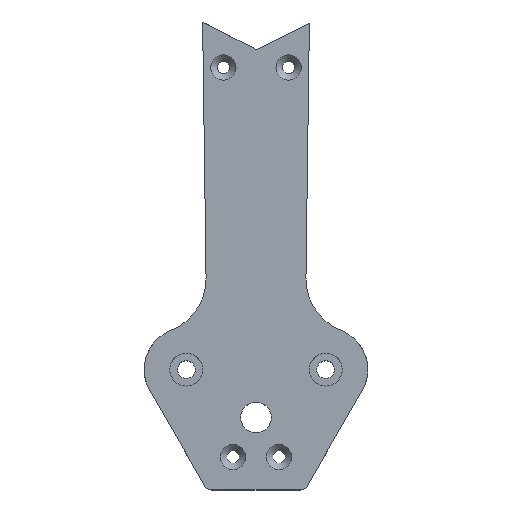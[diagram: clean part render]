
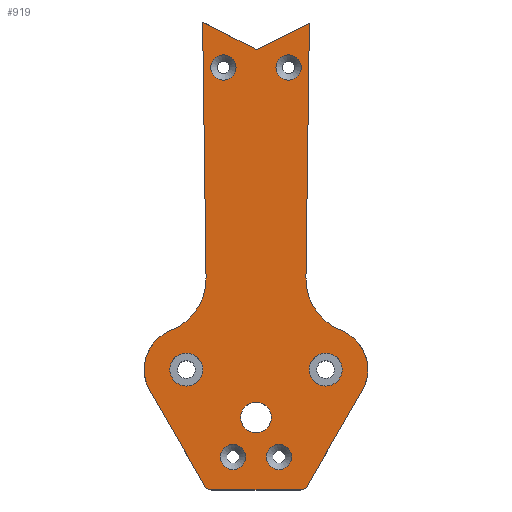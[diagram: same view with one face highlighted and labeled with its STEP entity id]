
A CAD part, top view. The second image highlights one B-rep face of the part: STEP entity #919.
In plain terms, the highlighted planar face has unit normal (0, 0, 1).
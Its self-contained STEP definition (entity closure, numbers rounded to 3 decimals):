
#56=FACE_BOUND('',#163,.T.);
#57=FACE_BOUND('',#164,.T.);
#58=FACE_BOUND('',#165,.T.);
#59=FACE_BOUND('',#166,.T.);
#60=FACE_BOUND('',#167,.T.);
#61=FACE_BOUND('',#168,.T.);
#62=FACE_BOUND('',#169,.T.);
#103=FACE_OUTER_BOUND('',#162,.T.);
#162=EDGE_LOOP('',(#773,#774,#775,#776,#777,#778,#779,#780,#781,#782,#783,
#784,#785,#786));
#163=EDGE_LOOP('',(#787));
#164=EDGE_LOOP('',(#788));
#165=EDGE_LOOP('',(#789));
#166=EDGE_LOOP('',(#790));
#167=EDGE_LOOP('',(#791));
#168=EDGE_LOOP('',(#792));
#169=EDGE_LOOP('',(#793));
#200=LINE('',#1401,#272);
#206=LINE('',#1433,#278);
#212=LINE('',#1443,#284);
#216=LINE('',#1457,#288);
#247=LINE('',#1576,#319);
#248=LINE('',#1578,#320);
#249=LINE('',#1579,#321);
#272=VECTOR('',#1098,1000.);
#278=VECTOR('',#1134,1000.);
#284=VECTOR('',#1142,1000.);
#288=VECTOR('',#1158,1000.);
#319=VECTOR('',#1285,1000.);
#320=VECTOR('',#1286,1000.);
#321=VECTOR('',#1287,1000.);
#343=CIRCLE('',#961,14.5);
#344=CIRCLE('',#964,4.3);
#347=CIRCLE('',#969,4.3);
#352=CIRCLE('',#980,2.);
#353=CIRCLE('',#986,2.);
#359=CIRCLE('',#995,3.3);
#361=CIRCLE('',#999,3.3);
#363=CIRCLE('',#1003,3.3);
#365=CIRCLE('',#1007,3.3);
#374=CIRCLE('',#1029,14.5);
#375=CIRCLE('',#1030,11.);
#376=CIRCLE('',#1031,11.);
#377=CIRCLE('',#1032,11.);
#378=CIRCLE('',#1033,4.);
#403=VERTEX_POINT('',#1382);
#404=VERTEX_POINT('',#1383);
#408=VERTEX_POINT('',#1399);
#409=VERTEX_POINT('',#1403);
#412=VERTEX_POINT('',#1412);
#417=VERTEX_POINT('',#1429);
#419=VERTEX_POINT('',#1432);
#421=VERTEX_POINT('',#1438);
#422=VERTEX_POINT('',#1441);
#423=VERTEX_POINT('',#1445);
#426=VERTEX_POINT('',#1455);
#437=VERTEX_POINT('',#1484);
#439=VERTEX_POINT('',#1492);
#441=VERTEX_POINT('',#1500);
#443=VERTEX_POINT('',#1508);
#457=VERTEX_POINT('',#1568);
#458=VERTEX_POINT('',#1569);
#459=VERTEX_POINT('',#1571);
#460=VERTEX_POINT('',#1575);
#461=VERTEX_POINT('',#1577);
#462=VERTEX_POINT('',#1580);
#487=EDGE_CURVE('',#403,#404,#343,.T.);
#494=EDGE_CURVE('',#403,#408,#200,.T.);
#495=EDGE_CURVE('',#409,#409,#344,.T.);
#499=EDGE_CURVE('',#412,#412,#347,.T.);
#508=EDGE_CURVE('',#419,#417,#206,.T.);
#514=EDGE_CURVE('',#421,#422,#212,.T.);
#515=EDGE_CURVE('',#421,#423,#352,.T.);
#521=EDGE_CURVE('',#423,#426,#216,.T.);
#522=EDGE_CURVE('',#426,#417,#353,.T.);
#535=EDGE_CURVE('',#437,#437,#359,.T.);
#539=EDGE_CURVE('',#439,#439,#361,.T.);
#543=EDGE_CURVE('',#441,#441,#363,.T.);
#547=EDGE_CURVE('',#443,#443,#365,.T.);
#574=EDGE_CURVE('',#457,#458,#374,.T.);
#575=EDGE_CURVE('',#457,#459,#375,.T.);
#576=EDGE_CURVE('',#459,#419,#376,.T.);
#577=EDGE_CURVE('',#422,#404,#377,.T.);
#578=EDGE_CURVE('',#408,#460,#247,.T.);
#579=EDGE_CURVE('',#460,#461,#248,.T.);
#580=EDGE_CURVE('',#461,#458,#249,.T.);
#581=EDGE_CURVE('',#462,#462,#378,.T.);
#773=ORIENTED_EDGE('',*,*,#574,.F.);
#774=ORIENTED_EDGE('',*,*,#575,.T.);
#775=ORIENTED_EDGE('',*,*,#576,.T.);
#776=ORIENTED_EDGE('',*,*,#508,.T.);
#777=ORIENTED_EDGE('',*,*,#522,.F.);
#778=ORIENTED_EDGE('',*,*,#521,.F.);
#779=ORIENTED_EDGE('',*,*,#515,.F.);
#780=ORIENTED_EDGE('',*,*,#514,.T.);
#781=ORIENTED_EDGE('',*,*,#577,.T.);
#782=ORIENTED_EDGE('',*,*,#487,.F.);
#783=ORIENTED_EDGE('',*,*,#494,.T.);
#784=ORIENTED_EDGE('',*,*,#578,.T.);
#785=ORIENTED_EDGE('',*,*,#579,.T.);
#786=ORIENTED_EDGE('',*,*,#580,.T.);
#787=ORIENTED_EDGE('',*,*,#539,.F.);
#788=ORIENTED_EDGE('',*,*,#535,.F.);
#789=ORIENTED_EDGE('',*,*,#495,.T.);
#790=ORIENTED_EDGE('',*,*,#499,.T.);
#791=ORIENTED_EDGE('',*,*,#543,.F.);
#792=ORIENTED_EDGE('',*,*,#547,.F.);
#793=ORIENTED_EDGE('',*,*,#581,.T.);
#875=PLANE('',#1028);
#919=ADVANCED_FACE('',(#103,#56,#57,#58,#59,#60,#61,#62),#875,.T.);
#961=AXIS2_PLACEMENT_3D('',#1384,#1089,#1090);
#964=AXIS2_PLACEMENT_3D('',#1404,#1101,#1102);
#969=AXIS2_PLACEMENT_3D('',#1413,#1112,#1113);
#980=AXIS2_PLACEMENT_3D('',#1446,#1145,#1146);
#986=AXIS2_PLACEMENT_3D('',#1459,#1161,#1162);
#995=AXIS2_PLACEMENT_3D('',#1486,#1186,#1187);
#999=AXIS2_PLACEMENT_3D('',#1494,#1196,#1197);
#1003=AXIS2_PLACEMENT_3D('',#1502,#1206,#1207);
#1007=AXIS2_PLACEMENT_3D('',#1510,#1216,#1217);
#1028=AXIS2_PLACEMENT_3D('',#1567,#1275,#1276);
#1029=AXIS2_PLACEMENT_3D('',#1570,#1277,#1278);
#1030=AXIS2_PLACEMENT_3D('',#1572,#1279,#1280);
#1031=AXIS2_PLACEMENT_3D('',#1573,#1281,#1282);
#1032=AXIS2_PLACEMENT_3D('',#1574,#1283,#1284);
#1033=AXIS2_PLACEMENT_3D('',#1581,#1288,#1289);
#1089=DIRECTION('center_axis',(0.,0.,1.));
#1090=DIRECTION('ref_axis',(-0.83,-0.557,0.));
#1098=DIRECTION('',(0.013,1.,0.));
#1101=DIRECTION('center_axis',(0.,0.,-1.));
#1102=DIRECTION('ref_axis',(1.,0.,0.));
#1112=DIRECTION('center_axis',(0.,0.,-1.));
#1113=DIRECTION('ref_axis',(1.,0.,0.));
#1134=DIRECTION('',(0.5,-0.866,0.));
#1142=DIRECTION('',(0.5,0.866,0.));
#1145=DIRECTION('center_axis',(0.,0.,-1.));
#1146=DIRECTION('ref_axis',(0.5,-0.866,0.));
#1158=DIRECTION('',(-1.,0.,0.));
#1161=DIRECTION('center_axis',(0.,0.,-1.));
#1162=DIRECTION('ref_axis',(-0.5,-0.866,0.));
#1186=DIRECTION('center_axis',(0.,0.,1.));
#1187=DIRECTION('ref_axis',(-1.,0.,0.));
#1196=DIRECTION('center_axis',(0.,0.,1.));
#1197=DIRECTION('ref_axis',(-1.,0.,0.));
#1206=DIRECTION('center_axis',(0.,0.,1.));
#1207=DIRECTION('ref_axis',(-1.,0.,0.));
#1216=DIRECTION('center_axis',(0.,0.,1.));
#1217=DIRECTION('ref_axis',(-1.,0.,0.));
#1275=DIRECTION('center_axis',(0.,0.,1.));
#1276=DIRECTION('ref_axis',(-1.,0.,0.));
#1277=DIRECTION('center_axis',(0.,0.,1.));
#1278=DIRECTION('ref_axis',(0.83,-0.557,0.));
#1279=DIRECTION('center_axis',(0.,0.,1.));
#1280=DIRECTION('ref_axis',(1.,0.,0.));
#1281=DIRECTION('center_axis',(0.,0.,1.));
#1282=DIRECTION('ref_axis',(1.,0.,0.));
#1283=DIRECTION('center_axis',(0.,0.,1.));
#1284=DIRECTION('ref_axis',(1.,0.,0.));
#1285=DIRECTION('',(-0.898,-0.441,0.));
#1286=DIRECTION('',(-0.889,0.457,0.));
#1287=DIRECTION('',(0.013,-1.,0.));
#1288=DIRECTION('center_axis',(0.,0.,-1.));
#1289=DIRECTION('ref_axis',(-1.,0.,0.));
#1382=CARTESIAN_POINT('',(17.573,75.116,23.));
#1383=CARTESIAN_POINT('',(26.75,61.433,23.));
#1384=CARTESIAN_POINT('Origin',(32.072,74.921,23.));
#1399=CARTESIAN_POINT('',(18.464,141.487,23.));
#1401=CARTESIAN_POINT('',(19.545,222.05,23.));
#1403=CARTESIAN_POINT('',(18.413,51.201,23.));
#1404=CARTESIAN_POINT('Origin',(22.713,51.201,23.));
#1412=CARTESIAN_POINT('',(-17.923,51.201,23.));
#1413=CARTESIAN_POINT('Origin',(-13.623,51.201,23.));
#1429=CARTESIAN_POINT('',(-8.759,20.799,23.));
#1432=CARTESIAN_POINT('',(-23.147,45.697,23.));
#1433=CARTESIAN_POINT('',(-7.95,19.4,23.));
#1438=CARTESIAN_POINT('',(17.849,20.799,23.));
#1441=CARTESIAN_POINT('',(32.237,45.697,23.));
#1443=CARTESIAN_POINT('',(17.04,19.4,23.));
#1445=CARTESIAN_POINT('',(16.117,19.8,23.));
#1446=CARTESIAN_POINT('Origin',(16.117,21.8,23.));
#1455=CARTESIAN_POINT('',(-7.027,19.8,23.));
#1457=CARTESIAN_POINT('',(-1.703,19.8,23.));
#1459=CARTESIAN_POINT('Origin',(-7.027,21.8,23.));
#1484=CARTESIAN_POINT('',(-0.655,130.,23.));
#1486=CARTESIAN_POINT('Origin',(-3.955,130.,23.));
#1492=CARTESIAN_POINT('',(16.345,130.,23.));
#1494=CARTESIAN_POINT('Origin',(13.045,130.,23.));
#1500=CARTESIAN_POINT('',(1.845,28.4,23.));
#1502=CARTESIAN_POINT('Origin',(-1.455,28.4,23.));
#1508=CARTESIAN_POINT('',(13.845,28.4,23.));
#1510=CARTESIAN_POINT('Origin',(10.545,28.4,23.));
#1567=CARTESIAN_POINT('Origin',(4.545,138.,23.));
#1568=CARTESIAN_POINT('',(-17.66,61.433,23.));
#1569=CARTESIAN_POINT('',(-8.483,75.116,23.));
#1570=CARTESIAN_POINT('Origin',(-22.982,74.921,23.));
#1571=CARTESIAN_POINT('',(-24.623,51.201,23.));
#1572=CARTESIAN_POINT('Origin',(-13.623,51.201,23.));
#1573=CARTESIAN_POINT('Origin',(-13.623,51.201,23.));
#1574=CARTESIAN_POINT('Origin',(22.713,51.201,23.));
#1575=CARTESIAN_POINT('',(4.596,134.676,23.));
#1576=CARTESIAN_POINT('',(5.233,134.989,23.));
#1577=CARTESIAN_POINT('',(-9.379,141.862,23.));
#1578=CARTESIAN_POINT('',(-3.09,138.629,23.));
#1579=CARTESIAN_POINT('',(-10.455,222.05,23.));
#1580=CARTESIAN_POINT('',(8.545,38.7,23.));
#1581=CARTESIAN_POINT('Origin',(4.545,38.7,23.));
